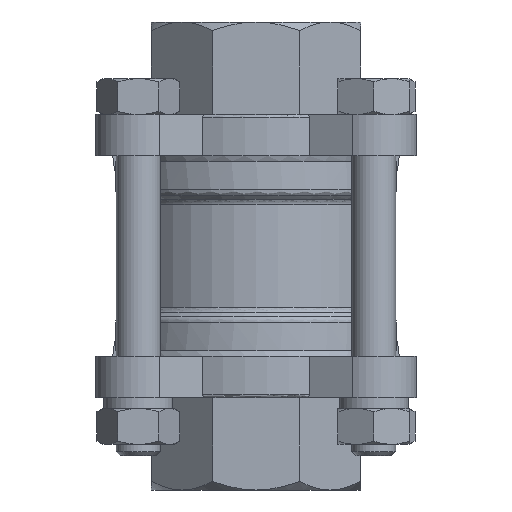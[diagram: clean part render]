
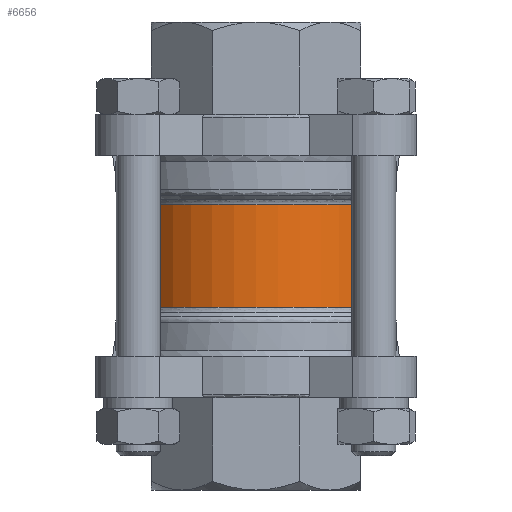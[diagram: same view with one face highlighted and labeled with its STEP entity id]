
A CAD part, front view. The second image highlights one B-rep face of the part: STEP entity #6656.
In plain terms, the highlighted cylindrical face has radius 24 mm (diameter 48 mm), a partial arc.
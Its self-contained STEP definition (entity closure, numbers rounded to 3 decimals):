
#99=LINE('',#10574,#438);
#100=LINE('',#10575,#439);
#438=VECTOR('',#8161,1000.);
#439=VECTOR('',#8162,1000.);
#736=CYLINDRICAL_SURFACE('',#7186,24.);
#1090=CIRCLE('',#7182,24.);
#1092=CIRCLE('',#7187,24.);
#1654=ORIENTED_EDGE('',*,*,#3660,.T.);
#1655=ORIENTED_EDGE('',*,*,#3661,.T.);
#1656=ORIENTED_EDGE('',*,*,#3654,.F.);
#1657=ORIENTED_EDGE('',*,*,#3662,.F.);
#3654=EDGE_CURVE('',#4635,#4636,#1090,.T.);
#3660=EDGE_CURVE('',#4640,#4641,#1092,.T.);
#3661=EDGE_CURVE('',#4641,#4636,#99,.T.);
#3662=EDGE_CURVE('',#4640,#4635,#100,.T.);
#4635=VERTEX_POINT('',#10545);
#4636=VERTEX_POINT('',#10547);
#4640=VERTEX_POINT('',#10572);
#4641=VERTEX_POINT('',#10573);
#5524=EDGE_LOOP('',(#1654,#1655,#1656,#1657));
#6037=FACE_BOUND('',#5524,.T.);
#6656=ADVANCED_FACE('',(#6037),#736,.T.);
#7182=AXIS2_PLACEMENT_3D('',#10546,#8149,#8150);
#7186=AXIS2_PLACEMENT_3D('',#10570,#8157,#8158);
#7187=AXIS2_PLACEMENT_3D('',#10571,#8159,#8160);
#8149=DIRECTION('',(0.,0.,-1.));
#8150=DIRECTION('',(-1.,0.,0.));
#8157=DIRECTION('',(0.,0.,-1.));
#8158=DIRECTION('',(-1.,0.,0.));
#8159=DIRECTION('',(0.,0.,-1.));
#8160=DIRECTION('',(-1.,0.,0.));
#8161=DIRECTION('',(0.,0.,-1.));
#8162=DIRECTION('',(0.,0.,-1.));
#10545=CARTESIAN_POINT('',(22.329,-8.8,-9.279));
#10546=CARTESIAN_POINT('',(0.,0.,-9.279));
#10547=CARTESIAN_POINT('',(-22.329,-8.8,-9.279));
#10570=CARTESIAN_POINT('',(0.,0.,-25.7));
#10571=CARTESIAN_POINT('',(0.,0.,9.279));
#10572=CARTESIAN_POINT('',(22.329,-8.8,9.279));
#10573=CARTESIAN_POINT('',(-22.329,-8.8,9.279));
#10574=CARTESIAN_POINT('',(-22.329,-8.8,17.2));
#10575=CARTESIAN_POINT('',(22.329,-8.8,17.2));
